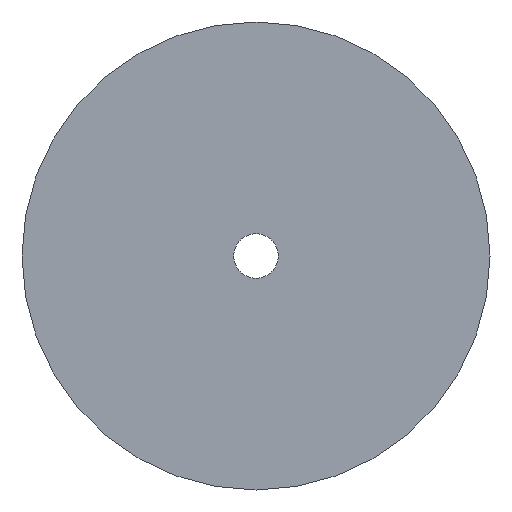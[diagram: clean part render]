
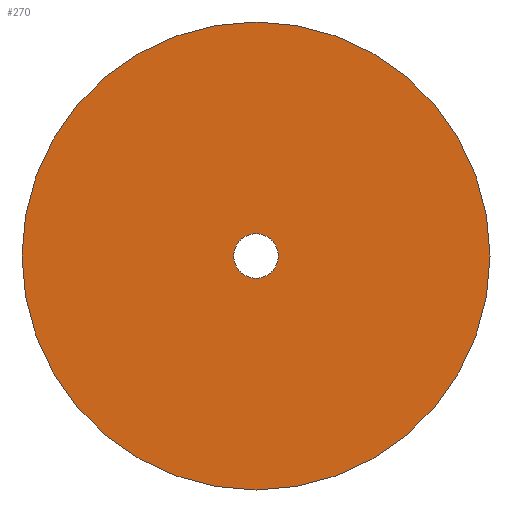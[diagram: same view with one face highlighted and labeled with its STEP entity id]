
A CAD part, front view. The second image highlights one B-rep face of the part: STEP entity #270.
In plain terms, the highlighted planar face has unit normal (0, -1, 0).
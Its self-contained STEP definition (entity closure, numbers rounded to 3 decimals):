
#29=FACE_BOUND('',#89,.T.);
#39=PLANE('',#333);
#59=FACE_OUTER_BOUND('',#88,.T.);
#88=EDGE_LOOP('',(#239));
#89=EDGE_LOOP('',(#240));
#111=CIRCLE('',#296,2.05);
#129=CIRCLE('',#332,21.485);
#132=VERTEX_POINT('',#433);
#150=VERTEX_POINT('',#496);
#153=EDGE_CURVE('',#132,#132,#111,.T.);
#180=EDGE_CURVE('',#150,#150,#129,.T.);
#239=ORIENTED_EDGE('',*,*,#180,.F.);
#240=ORIENTED_EDGE('',*,*,#153,.T.);
#270=ADVANCED_FACE('',(#59,#29),#39,.F.);
#296=AXIS2_PLACEMENT_3D('',#435,#342,#343);
#332=AXIS2_PLACEMENT_3D('',#498,#423,#424);
#333=AXIS2_PLACEMENT_3D('',#499,#425,#426);
#342=DIRECTION('center_axis',(0.,1.,0.));
#343=DIRECTION('ref_axis',(1.,0.,0.));
#423=DIRECTION('center_axis',(0.,1.,0.));
#424=DIRECTION('ref_axis',(-1.,0.,0.));
#425=DIRECTION('center_axis',(0.,1.,0.));
#426=DIRECTION('ref_axis',(0.,0.,1.));
#433=CARTESIAN_POINT('',(-2.05,0.,0.));
#435=CARTESIAN_POINT('Origin',(0.,0.,0.));
#496=CARTESIAN_POINT('',(21.485,0.,0.));
#498=CARTESIAN_POINT('Origin',(0.,0.,0.));
#499=CARTESIAN_POINT('Origin',(0.,0.,0.));
